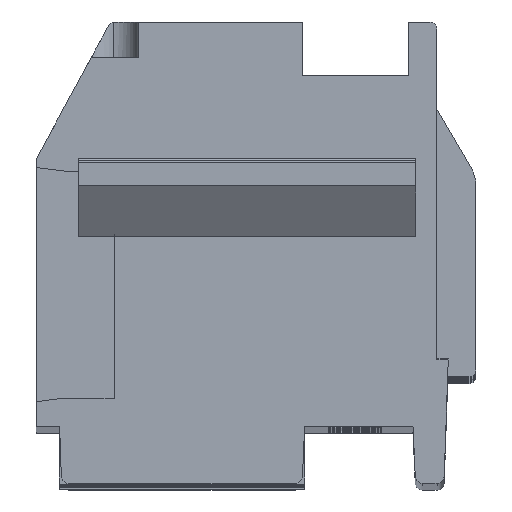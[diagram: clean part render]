
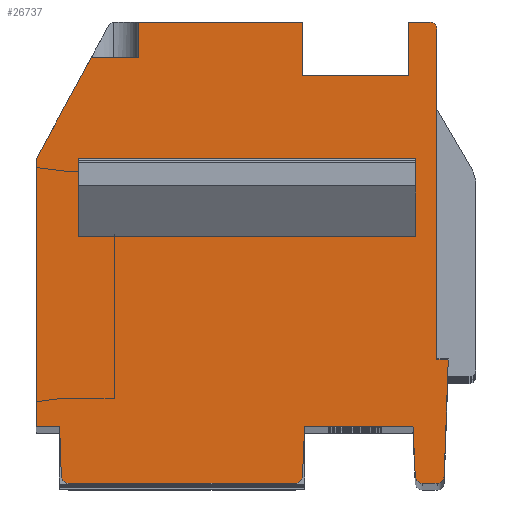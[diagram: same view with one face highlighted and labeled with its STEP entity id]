
A CAD part, top view. The second image highlights one B-rep face of the part: STEP entity #26737.
In plain terms, the highlighted planar face has unit normal (0, 0, 1).
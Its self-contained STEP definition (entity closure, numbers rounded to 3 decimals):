
#34=DIRECTION('',(0.,1.,0.));
#35=VECTOR('',#34,1.55);
#36=CARTESIAN_POINT('',(-5.188,0.15,107.5));
#37=LINE('',#36,#35);
#38=DIRECTION('',(-1.,0.,0.));
#39=VECTOR('',#38,9.5);
#40=CARTESIAN_POINT('',(4.312,0.15,107.5));
#41=LINE('',#40,#39);
#42=DIRECTION('',(0.,1.,0.));
#43=VECTOR('',#42,1.55);
#44=CARTESIAN_POINT('',(4.312,0.15,107.5));
#45=LINE('',#44,#43);
#46=DIRECTION('',(-1.,0.,0.));
#47=VECTOR('',#46,9.5);
#48=CARTESIAN_POINT('',(4.312,1.7,107.5));
#49=LINE('',#48,#47);
#50=DIRECTION('',(0.,-1.,0.));
#51=VECTOR('',#50,7.041);
#52=CARTESIAN_POINT('',(4.912,3.741,107.5));
#53=LINE('',#52,#51);
#54=DIRECTION('',(1.,0.,0.));
#55=VECTOR('',#54,0.32);
#56=CARTESIAN_POINT('',(4.912,-3.3,107.5));
#57=LINE('',#56,#55);
#58=DIRECTION('',(-0.035,-0.999,0.));
#59=VECTOR('',#58,0.502);
#60=CARTESIAN_POINT('',(5.232,-3.3,107.5));
#61=LINE('',#60,#59);
#62=DIRECTION('',(0.035,0.999,0.));
#63=VECTOR('',#62,2.807);
#64=CARTESIAN_POINT('',(5.116,-6.607,107.5));
#65=LINE('',#64,#63);
#66=CARTESIAN_POINT('',(4.916,-6.6,107.5));
#67=DIRECTION('',(0.,0.,-1.));
#68=DIRECTION('',(0.999,-0.035,0.));
#69=AXIS2_PLACEMENT_3D('',#66,#67,#68);
#71=DIRECTION('',(-1.,0.,0.));
#72=VECTOR('',#71,0.416);
#73=CARTESIAN_POINT('',(4.916,-6.8,107.5));
#74=LINE('',#73,#72);
#75=CARTESIAN_POINT('',(4.501,-6.6,107.5));
#76=DIRECTION('',(0.,0.,-1.));
#77=DIRECTION('',(0.,-1.,0.));
#78=AXIS2_PLACEMENT_3D('',#75,#76,#77);
#80=DIRECTION('',(-0.045,0.999,0.));
#81=VECTOR('',#80,1.411);
#82=CARTESIAN_POINT('',(4.301,-6.609,107.5));
#83=LINE('',#82,#81);
#84=DIRECTION('',(-1.,0.,0.));
#85=VECTOR('',#84,3.052);
#86=CARTESIAN_POINT('',(4.237,-5.2,107.5));
#87=LINE('',#86,#85);
#88=DIRECTION('',(0.045,0.999,0.));
#89=VECTOR('',#88,1.411);
#90=CARTESIAN_POINT('',(1.12,-6.609,107.5));
#91=LINE('',#90,#89);
#92=CARTESIAN_POINT('',(0.92,-6.6,107.5));
#93=DIRECTION('',(0.,0.,1.));
#94=DIRECTION('',(0.,-1.,0.));
#95=AXIS2_PLACEMENT_3D('',#92,#93,#94);
#97=DIRECTION('',(1.,0.,0.));
#98=VECTOR('',#97,6.396);
#99=CARTESIAN_POINT('',(-5.475,-6.8,107.5));
#100=LINE('',#99,#98);
#101=CARTESIAN_POINT('',(-5.475,-6.6,107.5));
#102=DIRECTION('',(0.,0.,1.));
#103=DIRECTION('',(-0.999,-0.035,0.));
#104=AXIS2_PLACEMENT_3D('',#101,#102,#103);
#106=DIRECTION('',(0.035,-0.999,0.));
#107=VECTOR('',#106,1.408);
#108=CARTESIAN_POINT('',(-5.724,-5.2,107.5));
#109=LINE('',#108,#107);
#110=DIRECTION('',(1.,0.,0.));
#111=VECTOR('',#110,0.664);
#112=CARTESIAN_POINT('',(-6.388,-5.2,107.5));
#113=LINE('',#112,#111);
#114=DIRECTION('',(0.,1.,0.));
#115=VECTOR('',#114,7.53);
#116=CARTESIAN_POINT('',(-6.388,-5.2,107.5));
#117=LINE('',#116,#115);
#118=DIRECTION('',(-0.477,-0.879,0.));
#119=VECTOR('',#118,3.266);
#120=CARTESIAN_POINT('',(-4.83,5.2,107.5));
#121=LINE('',#120,#119);
#122=DIRECTION('',(1.,0.,0.));
#123=VECTOR('',#122,1.316);
#124=CARTESIAN_POINT('',(-4.83,5.2,107.5));
#125=LINE('',#124,#123);
#126=DIRECTION('',(0.,1.,0.));
#127=VECTOR('',#126,1.);
#128=CARTESIAN_POINT('',(-3.514,5.2,107.5));
#129=LINE('',#128,#127);
#130=DIRECTION('',(-1.,0.,0.));
#131=VECTOR('',#130,4.626);
#132=CARTESIAN_POINT('',(1.112,6.2,107.5));
#133=LINE('',#132,#131);
#134=DIRECTION('',(0.,-1.,0.));
#135=VECTOR('',#134,1.5);
#136=CARTESIAN_POINT('',(1.112,6.2,107.5));
#137=LINE('',#136,#135);
#138=DIRECTION('',(1.,0.,0.));
#139=VECTOR('',#138,3.);
#140=CARTESIAN_POINT('',(1.112,4.7,107.5));
#141=LINE('',#140,#139);
#142=DIRECTION('',(0.,-1.,0.));
#143=VECTOR('',#142,1.5);
#144=CARTESIAN_POINT('',(4.112,6.2,107.5));
#145=LINE('',#144,#143);
#146=DIRECTION('',(-1.,0.,0.));
#147=VECTOR('',#146,0.6);
#148=CARTESIAN_POINT('',(4.712,6.2,107.5));
#149=LINE('',#148,#147);
#150=CARTESIAN_POINT('',(4.712,6.,107.5));
#151=DIRECTION('',(0.,0.,1.));
#152=DIRECTION('',(1.,0.,0.));
#153=AXIS2_PLACEMENT_3D('',#150,#151,#152);
#155=DIRECTION('',(0.,1.,0.));
#156=VECTOR('',#155,2.259);
#157=CARTESIAN_POINT('',(4.912,3.741,107.5));
#158=LINE('',#157,#156);
#20843=CARTESIAN_POINT('',(4.916,-6.8,107.5));
#20844=CARTESIAN_POINT('',(4.501,-6.8,107.5));
#20845=VERTEX_POINT('',#20843);
#20846=VERTEX_POINT('',#20844);
#20847=CARTESIAN_POINT('',(5.116,-6.607,107.5));
#20848=VERTEX_POINT('',#20847);
#20849=CARTESIAN_POINT('',(-6.388,-5.2,107.5));
#20850=CARTESIAN_POINT('',(-6.388,2.33,107.5));
#20851=VERTEX_POINT('',#20849);
#20852=VERTEX_POINT('',#20850);
#20853=CARTESIAN_POINT('',(4.301,-6.609,107.5));
#20854=CARTESIAN_POINT('',(4.237,-5.2,107.5));
#20855=VERTEX_POINT('',#20853);
#20856=VERTEX_POINT('',#20854);
#20890=CARTESIAN_POINT('',(-4.83,5.2,107.5));
#20891=CARTESIAN_POINT('',(-3.514,5.2,107.5));
#20892=VERTEX_POINT('',#20890);
#20893=VERTEX_POINT('',#20891);
#20894=CARTESIAN_POINT('',(-3.514,6.2,107.5));
#20895=VERTEX_POINT('',#20894);
#20941=CARTESIAN_POINT('',(-5.188,0.15,107.5));
#20942=CARTESIAN_POINT('',(-5.188,1.7,107.5));
#20943=VERTEX_POINT('',#20941);
#20944=VERTEX_POINT('',#20942);
#20945=CARTESIAN_POINT('',(4.312,0.15,107.5));
#20946=CARTESIAN_POINT('',(4.312,1.7,107.5));
#20947=VERTEX_POINT('',#20945);
#20948=VERTEX_POINT('',#20946);
#21001=CARTESIAN_POINT('',(4.912,6.,107.5));
#21002=CARTESIAN_POINT('',(4.712,6.2,107.5));
#21003=VERTEX_POINT('',#21001);
#21004=VERTEX_POINT('',#21002);
#21150=CARTESIAN_POINT('',(4.112,6.2,107.5));
#21151=CARTESIAN_POINT('',(4.112,4.7,107.5));
#21152=VERTEX_POINT('',#21150);
#21153=VERTEX_POINT('',#21151);
#21154=CARTESIAN_POINT('',(1.112,6.2,107.5));
#21155=CARTESIAN_POINT('',(1.112,4.7,107.5));
#21156=VERTEX_POINT('',#21154);
#21157=VERTEX_POINT('',#21155);
#21228=CARTESIAN_POINT('',(-5.675,-6.607,107.5));
#21229=CARTESIAN_POINT('',(-5.475,-6.8,107.5));
#21230=VERTEX_POINT('',#21228);
#21231=VERTEX_POINT('',#21229);
#21232=CARTESIAN_POINT('',(0.92,-6.8,107.5));
#21233=VERTEX_POINT('',#21232);
#21234=CARTESIAN_POINT('',(1.12,-6.609,107.5));
#21235=VERTEX_POINT('',#21234);
#21244=CARTESIAN_POINT('',(1.184,-5.2,107.5));
#21246=VERTEX_POINT('',#21244);
#21250=CARTESIAN_POINT('',(-5.724,-5.2,107.5));
#21251=VERTEX_POINT('',#21250);
#26660=CARTESIAN_POINT('',(4.912,3.741,107.5));
#26661=CARTESIAN_POINT('',(4.912,-3.3,107.5));
#26662=VERTEX_POINT('',#26660);
#26663=VERTEX_POINT('',#26661);
#26664=CARTESIAN_POINT('',(5.232,-3.3,107.5));
#26665=VERTEX_POINT('',#26664);
#26666=CARTESIAN_POINT('',(5.214,-3.802,107.5));
#26667=VERTEX_POINT('',#26666);
#26668=CARTESIAN_POINT('',(0.,0.,107.5));
#26669=DIRECTION('',(0.,0.,1.));
#26670=DIRECTION('',(1.,0.,0.));
#26671=AXIS2_PLACEMENT_3D('',#26668,#26669,#26670);
#26672=PLANE('',#26671);
#26674=ORIENTED_EDGE('',*,*,#26673,.T.);
#26676=ORIENTED_EDGE('',*,*,#26675,.T.);
#26678=ORIENTED_EDGE('',*,*,#26677,.T.);
#26680=ORIENTED_EDGE('',*,*,#26679,.F.);
#26682=ORIENTED_EDGE('',*,*,#26681,.T.);
#26684=ORIENTED_EDGE('',*,*,#26683,.T.);
#26686=ORIENTED_EDGE('',*,*,#26685,.T.);
#26688=ORIENTED_EDGE('',*,*,#26687,.T.);
#26690=ORIENTED_EDGE('',*,*,#26689,.T.);
#26692=ORIENTED_EDGE('',*,*,#26691,.F.);
#26694=ORIENTED_EDGE('',*,*,#26693,.F.);
#26696=ORIENTED_EDGE('',*,*,#26695,.F.);
#26698=ORIENTED_EDGE('',*,*,#26697,.F.);
#26700=ORIENTED_EDGE('',*,*,#26699,.F.);
#26702=ORIENTED_EDGE('',*,*,#26701,.F.);
#26704=ORIENTED_EDGE('',*,*,#26703,.T.);
#26706=ORIENTED_EDGE('',*,*,#26705,.F.);
#26708=ORIENTED_EDGE('',*,*,#26707,.T.);
#26710=ORIENTED_EDGE('',*,*,#26709,.T.);
#26712=ORIENTED_EDGE('',*,*,#26711,.F.);
#26714=ORIENTED_EDGE('',*,*,#26713,.T.);
#26716=ORIENTED_EDGE('',*,*,#26715,.T.);
#26718=ORIENTED_EDGE('',*,*,#26717,.F.);
#26720=ORIENTED_EDGE('',*,*,#26719,.F.);
#26722=ORIENTED_EDGE('',*,*,#26721,.F.);
#26724=ORIENTED_EDGE('',*,*,#26723,.F.);
#26725=EDGE_LOOP('',(#26674,#26676,#26678,#26680,#26682,#26684,#26686,#26688,
#26690,#26692,#26694,#26696,#26698,#26700,#26702,#26704,#26706,#26708,#26710,
#26712,#26714,#26716,#26718,#26720,#26722,#26724));
#26726=FACE_OUTER_BOUND('',#26725,.F.);
#26728=ORIENTED_EDGE('',*,*,#26727,.F.);
#26730=ORIENTED_EDGE('',*,*,#26729,.F.);
#26732=ORIENTED_EDGE('',*,*,#26731,.T.);
#26734=ORIENTED_EDGE('',*,*,#26733,.T.);
#26735=EDGE_LOOP('',(#26728,#26730,#26732,#26734));
#26736=FACE_BOUND('',#26735,.F.);
#70=CIRCLE('',#69,0.2);
#79=CIRCLE('',#78,0.2);
#96=CIRCLE('',#95,0.2);
#105=CIRCLE('',#104,0.2);
#154=CIRCLE('',#153,0.2);
#26673=EDGE_CURVE('',#26662,#26663,#53,.T.);
#26675=EDGE_CURVE('',#26663,#26665,#57,.T.);
#26677=EDGE_CURVE('',#26665,#26667,#61,.T.);
#26679=EDGE_CURVE('',#20848,#26667,#65,.T.);
#26681=EDGE_CURVE('',#20848,#20845,#70,.T.);
#26683=EDGE_CURVE('',#20845,#20846,#74,.T.);
#26685=EDGE_CURVE('',#20846,#20855,#79,.T.);
#26687=EDGE_CURVE('',#20855,#20856,#83,.T.);
#26689=EDGE_CURVE('',#20856,#21246,#87,.T.);
#26691=EDGE_CURVE('',#21235,#21246,#91,.T.);
#26693=EDGE_CURVE('',#21233,#21235,#96,.T.);
#26695=EDGE_CURVE('',#21231,#21233,#100,.T.);
#26697=EDGE_CURVE('',#21230,#21231,#105,.T.);
#26699=EDGE_CURVE('',#21251,#21230,#109,.T.);
#26701=EDGE_CURVE('',#20851,#21251,#113,.T.);
#26703=EDGE_CURVE('',#20851,#20852,#117,.T.);
#26705=EDGE_CURVE('',#20892,#20852,#121,.T.);
#26707=EDGE_CURVE('',#20892,#20893,#125,.T.);
#26709=EDGE_CURVE('',#20893,#20895,#129,.T.);
#26711=EDGE_CURVE('',#21156,#20895,#133,.T.);
#26713=EDGE_CURVE('',#21156,#21157,#137,.T.);
#26715=EDGE_CURVE('',#21157,#21153,#141,.T.);
#26717=EDGE_CURVE('',#21152,#21153,#145,.T.);
#26719=EDGE_CURVE('',#21004,#21152,#149,.T.);
#26721=EDGE_CURVE('',#21003,#21004,#154,.T.);
#26723=EDGE_CURVE('',#26662,#21003,#158,.T.);
#26727=EDGE_CURVE('',#20943,#20944,#37,.T.);
#26729=EDGE_CURVE('',#20947,#20943,#41,.T.);
#26731=EDGE_CURVE('',#20947,#20948,#45,.T.);
#26733=EDGE_CURVE('',#20948,#20944,#49,.T.);
#26737=ADVANCED_FACE('',(#26726,#26736),#26672,.T.);
